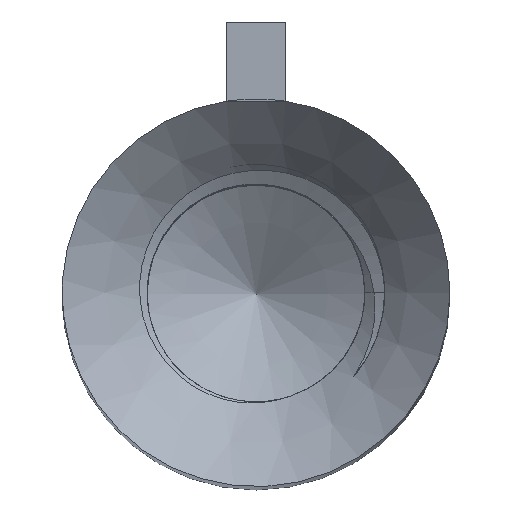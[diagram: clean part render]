
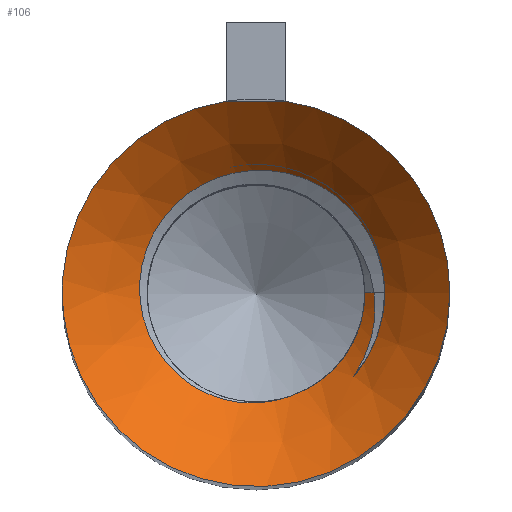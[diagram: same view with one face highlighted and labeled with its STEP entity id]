
A CAD part, top view. The second image highlights one B-rep face of the part: STEP entity #106.
In plain terms, the highlighted conical face has half-angle 45 degrees and reference radius 6.7 mm.
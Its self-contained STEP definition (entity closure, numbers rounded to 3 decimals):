
#46 = VERTEX_POINT('',#47);
#47 = CARTESIAN_POINT('',(4.9,0.,50.7));
#61 = EDGE_CURVE('',#62,#46,#64,.T.);
#62 = VERTEX_POINT('',#63);
#63 = CARTESIAN_POINT('',(0.75,4.842,50.7));
#64 = CIRCLE('',#65,4.9);
#65 = AXIS2_PLACEMENT_3D('',#66,#67,#68);
#66 = CARTESIAN_POINT('',(0.,0.,50.7));
#67 = DIRECTION('',(0.,0.,-1.));
#68 = DIRECTION('',(0.,1.,0.));
#88 = VERTEX_POINT('',#89);
#89 = CARTESIAN_POINT('',(-0.75,4.842,50.7));
#95 = EDGE_CURVE('',#46,#88,#96,.T.);
#96 = CIRCLE('',#97,4.9);
#97 = AXIS2_PLACEMENT_3D('',#98,#99,#100);
#98 = CARTESIAN_POINT('',(0.,0.,50.7));
#99 = DIRECTION('',(0.,0.,-1.));
#100 = DIRECTION('',(0.,1.,0.));
#106 = ADVANCED_FACE('',(#107),#233,.F.);
#107 = FACE_BOUND('',#108,.T.);
#108 = EDGE_LOOP('',(#109,#117,#118,#125,#126,#127,#146,#161,#169,#178,
    #225));
#109 = ORIENTED_EDGE('',*,*,#110,.F.);
#110 = EDGE_CURVE('',#46,#111,#113,.T.);
#111 = VERTEX_POINT('',#112);
#112 = CARTESIAN_POINT('',(3.25,0.,
    49.05));
#113 = LINE('',#114,#115);
#114 = CARTESIAN_POINT('',(6.7,0.,52.5));
#115 = VECTOR('',#116,1.);
#116 = DIRECTION('',(-0.707,0.,-0.707));
#117 = ORIENTED_EDGE('',*,*,#61,.F.);
#118 = ORIENTED_EDGE('',*,*,#119,.F.);
#119 = EDGE_CURVE('',#88,#62,#120,.T.);
#120 = HYPERBOLA('',#121,4.842,4.842);
#121 = AXIS2_PLACEMENT_3D('',#122,#123,#124);
#122 = CARTESIAN_POINT('',(0.,4.842,45.8));
#123 = DIRECTION('',(0.,1.,0.));
#124 = DIRECTION('',(0.,-0.,1.));
#125 = ORIENTED_EDGE('',*,*,#95,.F.);
#126 = ORIENTED_EDGE('',*,*,#110,.T.);
#127 = ORIENTED_EDGE('',*,*,#128,.T.);
#128 = EDGE_CURVE('',#111,#129,#131,.T.);
#129 = VERTEX_POINT('',#130);
#130 = CARTESIAN_POINT('',(2.471,-2.111,
    49.05));
#131 = B_SPLINE_CURVE_WITH_KNOTS('',5,(#132,#133,#134,#135,#136,#137,
    #138,#139,#140,#141,#142,#143,#144,#145),.UNSPECIFIED.,.F.,.F.,(6,4,
    4,6),(0.,0.051,0.526,1.),.UNSPECIFIED.);
#132 = CARTESIAN_POINT('',(3.25,0.,
    49.05));
#133 = CARTESIAN_POINT('',(3.25,-0.023,
    49.05));
#134 = CARTESIAN_POINT('',(3.25,-0.047,
    49.05));
#135 = CARTESIAN_POINT('',(3.249,-0.07,
    49.05));
#136 = CARTESIAN_POINT('',(3.249,-0.094,
    49.05));
#137 = CARTESIAN_POINT('',(3.24,-0.335,
    49.05));
#138 = CARTESIAN_POINT('',(3.214,-0.552,
    49.05));
#139 = CARTESIAN_POINT('',(3.17,-0.767,49.05
    ));
#140 = CARTESIAN_POINT('',(3.107,-0.977,
    49.05));
#141 = CARTESIAN_POINT('',(2.949,-1.383,
    49.05));
#142 = CARTESIAN_POINT('',(2.853,-1.579,
    49.05));
#143 = CARTESIAN_POINT('',(2.741,-1.767,
    49.05));
#144 = CARTESIAN_POINT('',(2.613,-1.945,
    49.05));
#145 = CARTESIAN_POINT('',(2.471,-2.111,49.05
    ));
#146 = ORIENTED_EDGE('',*,*,#147,.T.);
#147 = EDGE_CURVE('',#129,#148,#150,.T.);
#148 = VERTEX_POINT('',#149);
#149 = CARTESIAN_POINT('',(2.984,0.,48.784)
  );
#150 = B_SPLINE_CURVE_WITH_KNOTS('',5,(#151,#152,#153,#154,#155,#156,
    #157,#158,#159,#160),.UNSPECIFIED.,.F.,.F.,(6,4,6),(0.,
    0.519,1.),.UNSPECIFIED.);
#151 = CARTESIAN_POINT('',(2.471,-2.111,
    49.05));
#152 = CARTESIAN_POINT('',(2.601,-1.918,
    49.023));
#153 = CARTESIAN_POINT('',(2.713,-1.714,
    48.996));
#154 = CARTESIAN_POINT('',(2.805,-1.501,
    48.969));
#155 = CARTESIAN_POINT('',(2.878,-1.281,
    48.942));
#156 = CARTESIAN_POINT('',(2.977,-0.848,48.889
    ));
#157 = CARTESIAN_POINT('',(3.007,-0.636,48.863)
  );
#158 = CARTESIAN_POINT('',(3.018,-0.423,
    48.837));
#159 = CARTESIAN_POINT('',(3.01,-0.21,
    48.81));
#160 = CARTESIAN_POINT('',(2.984,0.,48.784));
#161 = ORIENTED_EDGE('',*,*,#162,.T.);
#162 = EDGE_CURVE('',#148,#163,#165,.T.);
#163 = VERTEX_POINT('',#164);
#164 = CARTESIAN_POINT('',(2.75,0.,48.55));
#165 = LINE('',#166,#167);
#166 = CARTESIAN_POINT('',(6.7,0.,52.5));
#167 = VECTOR('',#168,1.);
#168 = DIRECTION('',(-0.707,0.,-0.707));
#169 = ORIENTED_EDGE('',*,*,#170,.F.);
#170 = EDGE_CURVE('',#171,#163,#173,.T.);
#171 = VERTEX_POINT('',#172);
#172 = CARTESIAN_POINT('',(0.869,-2.609,48.55));
#173 = CIRCLE('',#174,2.75);
#174 = AXIS2_PLACEMENT_3D('',#175,#176,#177);
#175 = CARTESIAN_POINT('',(0.,0.,48.55));
#176 = DIRECTION('',(0.,0.,1.));
#177 = DIRECTION('',(1.,0.,0.));
#178 = ORIENTED_EDGE('',*,*,#179,.T.);
#179 = EDGE_CURVE('',#171,#180,#182,.T.);
#180 = VERTEX_POINT('',#181);
#181 = CARTESIAN_POINT('',(3.24,0.255,49.05
    ));
#182 = B_SPLINE_CURVE_WITH_KNOTS('',6,(#183,#184,#185,#186,#187,#188,
    #189,#190,#191,#192,#193,#194,#195,#196,#197,#198,#199,#200,#201,
    #202,#203,#204,#205,#206,#207,#208,#209,#210,#211,#212,#213,#214,
    #215,#216,#217,#218,#219,#220,#221,#222,#223,#224),.UNSPECIFIED.,.F.
  ,.F.,(7,5,5,5,5,5,5,5,7),(0.,0.113,0.229,
    0.348,0.47,0.596,0.726,
    0.86,1.),.UNSPECIFIED.);
#183 = CARTESIAN_POINT('',(0.869,-2.609,48.55));
#184 = CARTESIAN_POINT('',(0.612,-2.705,
    48.56));
#185 = CARTESIAN_POINT('',(0.343,-2.771,
    48.57));
#186 = CARTESIAN_POINT('',(0.066,-2.804,
    48.58));
#187 = CARTESIAN_POINT('',(-0.212,-2.804,
    48.59));
#188 = CARTESIAN_POINT('',(-0.488,-2.771,48.6)
  );
#189 = CARTESIAN_POINT('',(-1.033,-2.64,
    48.62));
#190 = CARTESIAN_POINT('',(-1.301,-2.539,
    48.63));
#191 = CARTESIAN_POINT('',(-1.556,-2.407,
    48.64));
#192 = CARTESIAN_POINT('',(-1.794,-2.245,
    48.651));
#193 = CARTESIAN_POINT('',(-2.01,-2.055,
    48.661));
#194 = CARTESIAN_POINT('',(-2.396,-1.626,
    48.681));
#195 = CARTESIAN_POINT('',(-2.565,-1.384,
    48.691));
#196 = CARTESIAN_POINT('',(-2.705,-1.122,
    48.701));
#197 = CARTESIAN_POINT('',(-2.811,-0.845,
    48.711));
#198 = CARTESIAN_POINT('',(-2.883,-0.558,
    48.722));
#199 = CARTESIAN_POINT('',(-2.957,0.032,
    48.742));
#200 = CARTESIAN_POINT('',(-2.958,0.336,
    48.752));
#201 = CARTESIAN_POINT('',(-2.921,0.64,
    48.763));
#202 = CARTESIAN_POINT('',(-2.848,0.936,
    48.773));
#203 = CARTESIAN_POINT('',(-2.739,1.221,
    48.783));
#204 = CARTESIAN_POINT('',(-2.451,1.765,48.804
    ));
#205 = CARTESIAN_POINT('',(-2.269,2.024,
    48.815));
#206 = CARTESIAN_POINT('',(-2.056,2.259,48.825
    ));
#207 = CARTESIAN_POINT('',(-1.815,2.466,48.835
    ));
#208 = CARTESIAN_POINT('',(-1.55,2.641,
    48.846));
#209 = CARTESIAN_POINT('',(-0.98,2.924,
    48.867));
#210 = CARTESIAN_POINT('',(-0.673,3.031,
    48.877));
#211 = CARTESIAN_POINT('',(-0.353,3.099,48.888
    ));
#212 = CARTESIAN_POINT('',(-0.027,3.126,
    48.899));
#213 = CARTESIAN_POINT('',(0.299,3.112,48.909
    ));
#214 = CARTESIAN_POINT('',(0.949,3.002,48.93
    ));
#215 = CARTESIAN_POINT('',(1.272,2.904,48.941)
  );
#216 = CARTESIAN_POINT('',(1.581,2.764,48.952
    ));
#217 = CARTESIAN_POINT('',(1.87,2.586,48.963)
  );
#218 = CARTESIAN_POINT('',(2.134,2.373,48.973
    ));
#219 = CARTESIAN_POINT('',(2.609,1.877,48.995
    ));
#220 = CARTESIAN_POINT('',(2.818,1.592,49.006
    ));
#221 = CARTESIAN_POINT('',(2.989,1.28,49.017
    ));
#222 = CARTESIAN_POINT('',(3.118,0.949,49.028
    ));
#223 = CARTESIAN_POINT('',(3.202,0.604,49.039
    ));
#224 = CARTESIAN_POINT('',(3.24,0.255,49.05
    ));
#225 = ORIENTED_EDGE('',*,*,#226,.F.);
#226 = EDGE_CURVE('',#111,#180,#227,.T.);
#227 = B_SPLINE_CURVE_WITH_KNOTS('',4,(#228,#229,#230,#231,#232),
  .UNSPECIFIED.,.F.,.F.,(5,5),(0.,1.),.PIECEWISE_BEZIER_KNOTS.);
#228 = CARTESIAN_POINT('',(3.25,0.,
    49.05));
#229 = CARTESIAN_POINT('',(3.25,0.064,
    49.05));
#230 = CARTESIAN_POINT('',(3.248,0.127,49.05
    ));
#231 = CARTESIAN_POINT('',(3.245,0.191,49.05
    ));
#232 = CARTESIAN_POINT('',(3.24,0.255,49.05
    ));
#233 = CONICAL_SURFACE('',#234,6.7,0.785);
#234 = AXIS2_PLACEMENT_3D('',#235,#236,#237);
#235 = CARTESIAN_POINT('',(0.,0.,52.5));
#236 = DIRECTION('',(0.,0.,1.));
#237 = DIRECTION('',(1.,0.,0.));
